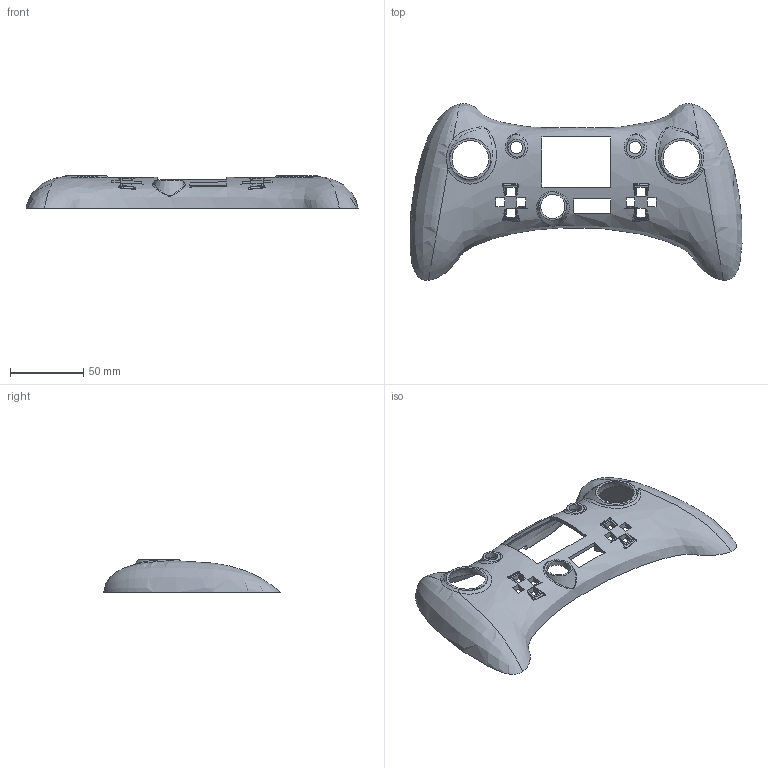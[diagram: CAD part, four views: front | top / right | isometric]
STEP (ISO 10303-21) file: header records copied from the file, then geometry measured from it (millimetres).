
FILE_DESCRIPTION(/* description */ ('STEP AP242','CAx-IF Rec.Pracs.---Representation and Presentation of Product Manufacturing Information (PMI)---4.0---2014-10-13','CAx-IF Rec.Pracs.---3D Tessellated Geometry---0.4---2014-09-14','2;1'),/* implementation_level */ '2;1');
FILE_NAME(/* name */ 'Draft 3 - Top',/* time_stamp */ '2025-08-28T08:15:00Z',/* author */ (''),/* organization */ (''),/* preprocessor_version */ 'ST-DEVELOPER v20',/* originating_system */ 'ONSHAPE BY PTC INC, 1.202',/* authorisation */ ' ');
FILE_SCHEMA (('AP242_MANAGED_MODEL_BASED_3D_ENGINEERING_MIM_LF { 1 0 10303 442 1 1 4 }'));
Length unit declared in the file: metre
Products named in the file (1): Top
Bounding box: 226.28 x 120.43 x 22.18 mm (x, y, z)
Volume: 141009.9 mm3; surface area: 47343.1 mm2
Topology: 1 solids, 1 shells, 253 faces, 625 edges, 399 vertices
Faces by surface type: plane 127, cylinder 57, bspline 45, cone 12, sphere 12
Full cylindrical faces by diameter (mm): 2.1 x2, 2.2 x8, 3.1 x6, 5 x9, 6 x4, 8.4 x2, 16.5 x1
Entity records: 25472 total; most frequent: CARTESIAN_POINT 20375, ORIENTED_EDGE 1072, DIRECTION 829, EDGE_CURVE 536, VERTEX_POINT 372, EDGE_LOOP 370, FACE_BOUND 370, AXIS2_PLACEMENT_3D 320
